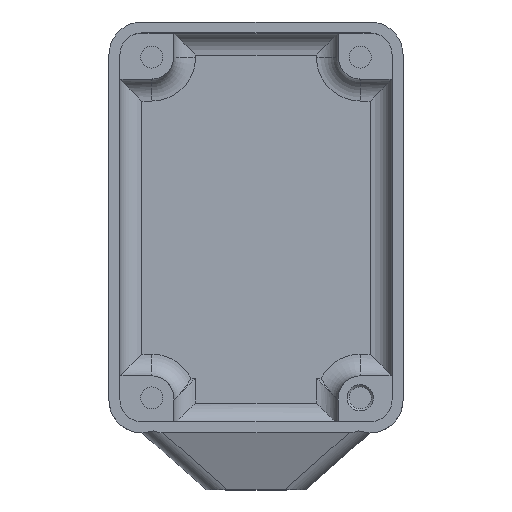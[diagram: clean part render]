
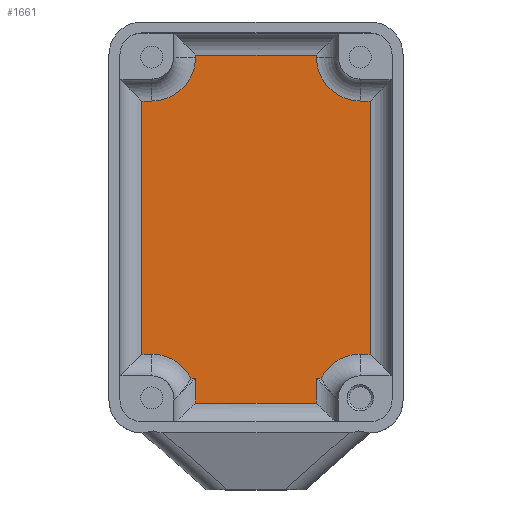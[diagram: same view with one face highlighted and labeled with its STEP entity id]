
A CAD part, top view. The second image highlights one B-rep face of the part: STEP entity #1661.
In plain terms, the highlighted planar face has unit normal (0, 0, 1).
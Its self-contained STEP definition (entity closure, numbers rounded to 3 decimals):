
#69=LINE('',#2442,#224);
#72=LINE('',#2453,#227);
#74=LINE('',#2461,#229);
#75=LINE('',#2465,#230);
#78=LINE('',#2476,#233);
#79=LINE('',#2480,#234);
#82=LINE('',#2502,#237);
#84=LINE('',#2510,#239);
#85=LINE('',#2514,#240);
#87=LINE('',#2525,#242);
#89=LINE('',#2534,#244);
#91=LINE('',#2543,#246);
#93=LINE('',#2566,#248);
#95=LINE('',#2571,#250);
#224=VECTOR('',#1951,4.);
#227=VECTOR('',#1962,10.);
#229=VECTOR('',#1968,10.);
#230=VECTOR('',#1973,10.);
#233=VECTOR('',#1982,10.);
#234=VECTOR('',#1987,10.);
#237=VECTOR('',#1994,10.);
#239=VECTOR('',#2000,10.);
#240=VECTOR('',#2005,10.);
#242=VECTOR('',#2019,10.);
#244=VECTOR('',#2031,10.);
#246=VECTOR('',#2043,10.);
#248=VECTOR('',#2053,10.);
#250=VECTOR('',#2059,10.);
#446=FACE_OUTER_BOUND('',#547,.T.);
#547=EDGE_LOOP('',(#1181,#1182,#1183,#1184,#1185,#1186,#1187,#1188,#1189,
#1190,#1191,#1192,#1193,#1194,#1195,#1196,#1197,#1198));
#647=CIRCLE('',#1788,8.);
#649=CIRCLE('',#1792,8.);
#652=CIRCLE('',#1797,8.);
#654=CIRCLE('',#1801,8.);
#696=VERTEX_POINT('',#2438);
#698=VERTEX_POINT('',#2441);
#702=VERTEX_POINT('',#2451);
#705=VERTEX_POINT('',#2458);
#706=VERTEX_POINT('',#2460);
#707=VERTEX_POINT('',#2464);
#711=VERTEX_POINT('',#2473);
#712=VERTEX_POINT('',#2475);
#713=VERTEX_POINT('',#2479);
#716=VERTEX_POINT('',#2487);
#719=VERTEX_POINT('',#2507);
#720=VERTEX_POINT('',#2509);
#721=VERTEX_POINT('',#2513);
#724=VERTEX_POINT('',#2521);
#726=VERTEX_POINT('',#2529);
#728=VERTEX_POINT('',#2538);
#729=VERTEX_POINT('',#2546);
#731=VERTEX_POINT('',#2565);
#855=EDGE_CURVE('',#696,#698,#69,.T.);
#861=EDGE_CURVE('',#702,#696,#72,.T.);
#864=EDGE_CURVE('',#705,#706,#74,.T.);
#866=EDGE_CURVE('',#706,#707,#75,.T.);
#871=EDGE_CURVE('',#711,#712,#78,.T.);
#873=EDGE_CURVE('',#712,#713,#79,.T.);
#878=EDGE_CURVE('',#716,#702,#82,.T.);
#881=EDGE_CURVE('',#719,#720,#84,.T.);
#883=EDGE_CURVE('',#720,#721,#85,.T.);
#888=EDGE_CURVE('',#724,#716,#647,.T.);
#889=EDGE_CURVE('',#721,#724,#87,.T.);
#892=EDGE_CURVE('',#726,#719,#649,.T.);
#894=EDGE_CURVE('',#713,#726,#89,.T.);
#897=EDGE_CURVE('',#728,#711,#652,.T.);
#899=EDGE_CURVE('',#707,#728,#91,.T.);
#901=EDGE_CURVE('',#729,#705,#654,.T.);
#904=EDGE_CURVE('',#731,#729,#93,.T.);
#907=EDGE_CURVE('',#698,#731,#95,.T.);
#1181=ORIENTED_EDGE('',*,*,#855,.F.);
#1182=ORIENTED_EDGE('',*,*,#861,.F.);
#1183=ORIENTED_EDGE('',*,*,#878,.F.);
#1184=ORIENTED_EDGE('',*,*,#888,.F.);
#1185=ORIENTED_EDGE('',*,*,#889,.F.);
#1186=ORIENTED_EDGE('',*,*,#883,.F.);
#1187=ORIENTED_EDGE('',*,*,#881,.F.);
#1188=ORIENTED_EDGE('',*,*,#892,.F.);
#1189=ORIENTED_EDGE('',*,*,#894,.F.);
#1190=ORIENTED_EDGE('',*,*,#873,.F.);
#1191=ORIENTED_EDGE('',*,*,#871,.F.);
#1192=ORIENTED_EDGE('',*,*,#897,.F.);
#1193=ORIENTED_EDGE('',*,*,#899,.F.);
#1194=ORIENTED_EDGE('',*,*,#866,.F.);
#1195=ORIENTED_EDGE('',*,*,#864,.F.);
#1196=ORIENTED_EDGE('',*,*,#901,.F.);
#1197=ORIENTED_EDGE('',*,*,#904,.F.);
#1198=ORIENTED_EDGE('',*,*,#907,.F.);
#1590=PLANE('',#1807);
#1661=ADVANCED_FACE('',(#446),#1590,.T.);
#1788=AXIS2_PLACEMENT_3D('',#2523,#2015,#2016);
#1792=AXIS2_PLACEMENT_3D('',#2531,#2025,#2026);
#1797=AXIS2_PLACEMENT_3D('',#2540,#2037,#2038);
#1801=AXIS2_PLACEMENT_3D('',#2547,#2047,#2048);
#1807=AXIS2_PLACEMENT_3D('',#2575,#2063,#2064);
#1951=DIRECTION('',(-1.,0.,0.));
#1962=DIRECTION('',(0.,-1.,0.));
#1968=DIRECTION('',(-1.,0.,0.));
#1973=DIRECTION('',(0.,1.,0.));
#1982=DIRECTION('',(0.,1.,0.));
#1987=DIRECTION('',(1.,0.,0.));
#1994=DIRECTION('',(-1.,0.,0.));
#2000=DIRECTION('',(1.,0.,0.));
#2005=DIRECTION('',(0.,-1.,0.));
#2015=DIRECTION('center_axis',(0.,0.,1.));
#2016=DIRECTION('ref_axis',(-0.745,0.667,0.));
#2019=DIRECTION('',(-1.,0.,0.));
#2025=DIRECTION('center_axis',(0.,0.,1.));
#2026=DIRECTION('ref_axis',(-0.707,-0.707,0.));
#2031=DIRECTION('',(0.,-1.,0.));
#2037=DIRECTION('center_axis',(0.,0.,1.));
#2038=DIRECTION('ref_axis',(0.707,-0.707,0.));
#2043=DIRECTION('',(1.,0.,0.));
#2047=DIRECTION('center_axis',(0.,0.,1.));
#2048=DIRECTION('ref_axis',(0.745,0.667,0.));
#2053=DIRECTION('',(-1.,0.,0.));
#2059=DIRECTION('',(0.,1.,0.));
#2063=DIRECTION('center_axis',(0.,0.,1.));
#2064=DIRECTION('ref_axis',(1.,0.,0.));
#2438=CARTESIAN_POINT('',(-15.81,5.464,-18.));
#2441=CARTESIAN_POINT('',(-37.91,5.464,-18.));
#2442=CARTESIAN_POINT('',(-8.,5.464,-18.));
#2451=CARTESIAN_POINT('',(-15.81,9.966,-18.));
#2453=CARTESIAN_POINT('',(-15.81,21.746,-18.));
#2458=CARTESIAN_POINT('',(-45.91,14.41,-18.));
#2460=CARTESIAN_POINT('',(-47.72,14.41,-18.));
#2461=CARTESIAN_POINT('',(-36.385,14.41,-18.));
#2464=CARTESIAN_POINT('',(-47.72,60.64,-18.));
#2465=CARTESIAN_POINT('',(-47.72,21.763,-18.));
#2473=CARTESIAN_POINT('',(-37.91,68.64,-18.));
#2475=CARTESIAN_POINT('',(-37.91,69.05,-18.));
#2476=CARTESIAN_POINT('',(-37.91,53.083,-18.));
#2479=CARTESIAN_POINT('',(-15.81,69.05,-18.));
#2480=CARTESIAN_POINT('',(-37.29,69.05,-18.));
#2487=CARTESIAN_POINT('',(-14.976,9.966,-18.));
#2502=CARTESIAN_POINT('',(-19.323,9.966,-18.));
#2507=CARTESIAN_POINT('',(-7.81,60.64,-18.));
#2509=CARTESIAN_POINT('',(-6.,60.64,-18.));
#2510=CARTESIAN_POINT('',(-17.335,60.64,-18.));
#2513=CARTESIAN_POINT('',(-6.,14.41,-18.));
#2514=CARTESIAN_POINT('',(-6.,53.288,-18.));
#2521=CARTESIAN_POINT('',(-7.81,14.41,-18.));
#2523=CARTESIAN_POINT('Origin',(-7.81,6.41,-18.));
#2525=CARTESIAN_POINT('',(-14.43,14.41,-18.));
#2529=CARTESIAN_POINT('',(-15.81,68.64,-18.));
#2531=CARTESIAN_POINT('Origin',(-7.81,68.64,-18.));
#2534=CARTESIAN_POINT('',(-15.81,55.288,-18.));
#2538=CARTESIAN_POINT('',(-45.91,60.64,-18.));
#2540=CARTESIAN_POINT('Origin',(-45.91,68.64,-18.));
#2543=CARTESIAN_POINT('',(-39.29,60.64,-18.));
#2546=CARTESIAN_POINT('',(-38.744,9.966,-18.));
#2547=CARTESIAN_POINT('Origin',(-45.91,6.41,-18.));
#2565=CARTESIAN_POINT('',(-37.91,9.966,-18.));
#2566=CARTESIAN_POINT('',(-34.385,9.966,-18.));
#2571=CARTESIAN_POINT('',(-37.91,19.763,-18.));
#2575=CARTESIAN_POINT('Origin',(-26.86,37.525,-18.));
